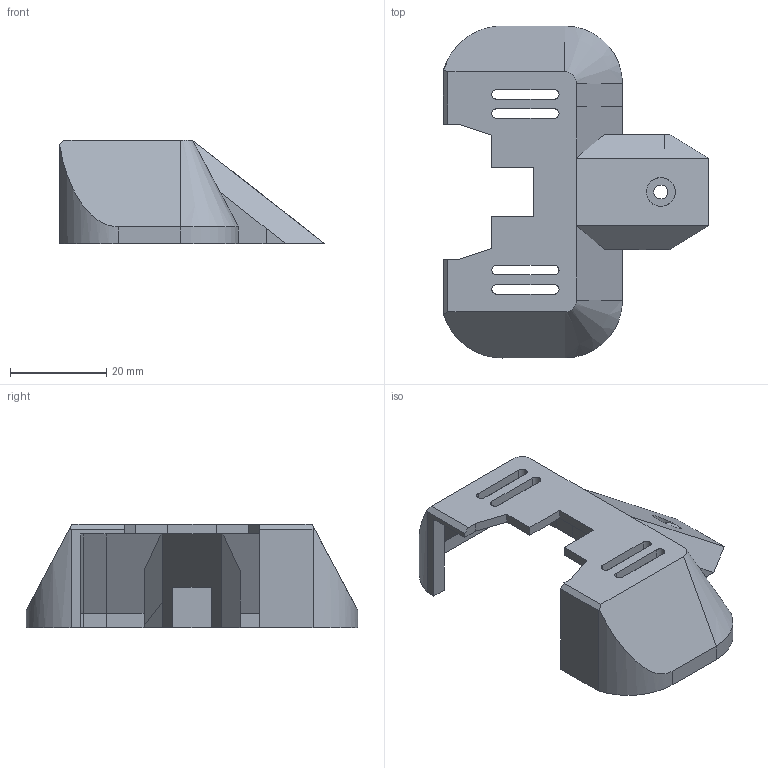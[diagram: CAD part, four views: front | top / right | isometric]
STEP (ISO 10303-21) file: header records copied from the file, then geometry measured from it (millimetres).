
FILE_DESCRIPTION(/* description */ (''),/* implementation_level */ '2;1');
FILE_NAME(/* name */ 'shirdalmotorcover v15.step',/* time_stamp */ '2022-11-20T15:00:46-05:00',/* author */ (''),/* organization */ (''),/* preprocessor_version */ 'ST-DEVELOPER v19.2',/* originating_system */ 'Autodesk Translation Framework v11.17.0.187',/* authorisation */ '');
FILE_SCHEMA (('AUTOMOTIVE_DESIGN { 1 0 10303 214 3 1 1 }'));
Length unit declared in the file: millimetre
Products named in the file (1): shirdalmotorcover
Bounding box: 55.35 x 69.15 x 21.5 mm (x, y, z)
Volume: 9048.1 mm3; surface area: 9587.7 mm2
Topology: 1 solids, 1 shells, 91 faces, 252 edges, 164 vertices
Faces by surface type: plane 69, cylinder 18, cone 4
Full cylindrical faces by diameter (mm): 2.9 x1
Entity records: 2932 total; most frequent: CARTESIAN_POINT 508, ORIENTED_EDGE 504, DIRECTION 478, EDGE_CURVE 252, LINE 210, VECTOR 210, VERTEX_POINT 164, AXIS2_PLACEMENT_3D 134
